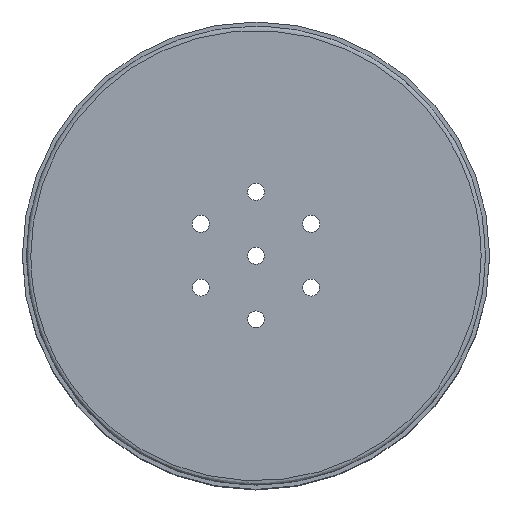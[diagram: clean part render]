
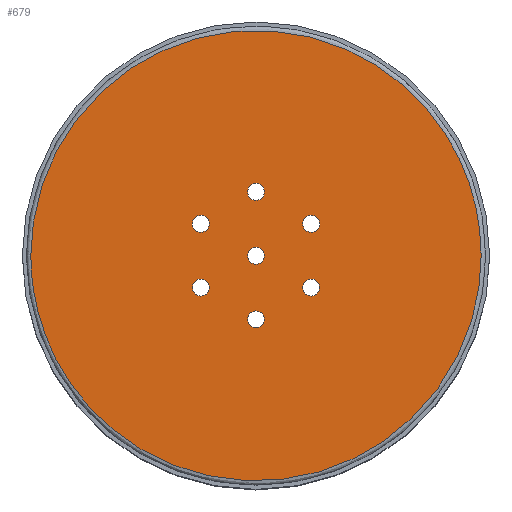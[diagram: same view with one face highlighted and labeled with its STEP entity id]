
A CAD part, top view. The second image highlights one B-rep face of the part: STEP entity #679.
In plain terms, the highlighted planar face has unit normal (0, 0, 1).
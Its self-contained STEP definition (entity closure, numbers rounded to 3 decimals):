
#4 = DIRECTION ( 'NONE',  ( 0., 0., -1. ) ) ;
#14 = ORIENTED_EDGE ( 'NONE', *, *, #807, .F. ) ;
#23 = CARTESIAN_POINT ( 'NONE',  ( 26.5, 0., 18. ) ) ;
#28 = CIRCLE ( 'NONE', #475, 1. ) ;
#32 = AXIS2_PLACEMENT_3D ( 'NONE', #855, #920, #102 ) ;
#45 = EDGE_CURVE ( 'NONE', #927, #927, #782, .T. ) ;
#46 = VERTEX_POINT ( 'NONE', #950 ) ;
#53 = AXIS2_PLACEMENT_3D ( 'NONE', #523, #4, #305 ) ;
#57 = VERTEX_POINT ( 'NONE', #279 ) ;
#61 = AXIS2_PLACEMENT_3D ( 'NONE', #845, #608, #310 ) ;
#62 = CIRCLE ( 'NONE', #331, 1. ) ;
#101 = ORIENTED_EDGE ( 'NONE', *, *, #218, .T. ) ;
#102 = DIRECTION ( 'NONE',  ( -1., 0., 0. ) ) ;
#128 = FACE_OUTER_BOUND ( 'NONE', #884, .T. ) ;
#133 = DIRECTION ( 'NONE',  ( -1., 0., 0. ) ) ;
#136 = AXIS2_PLACEMENT_3D ( 'NONE', #168, #786, #239 ) ;
#140 = EDGE_LOOP ( 'NONE', ( #403 ) ) ;
#162 = VERTEX_POINT ( 'NONE', #949 ) ;
#168 = CARTESIAN_POINT ( 'NONE',  ( 6.495, 3.75, 18. ) ) ;
#175 = ORIENTED_EDGE ( 'NONE', *, *, #369, .T. ) ;
#182 = DIRECTION ( 'NONE',  ( 0., 0., -1. ) ) ;
#196 = CIRCLE ( 'NONE', #136, 1. ) ;
#214 = ORIENTED_EDGE ( 'NONE', *, *, #763, .T. ) ;
#218 = EDGE_CURVE ( 'NONE', #852, #852, #196, .T. ) ;
#221 = PLANE ( 'NONE',  #61 ) ;
#237 = EDGE_LOOP ( 'NONE', ( #771 ) ) ;
#239 = DIRECTION ( 'NONE',  ( -1., 0., 0. ) ) ;
#242 = CARTESIAN_POINT ( 'NONE',  ( -26.5, 53., 18. ) ) ;
#277 = CARTESIAN_POINT ( 'NONE',  ( -7.495, 3.75, 18. ) ) ;
#279 = CARTESIAN_POINT ( 'NONE',  ( 26.5, 0., 18. ) ) ;
#305 = DIRECTION ( 'NONE',  ( -1., 0., 0. ) ) ;
#310 = DIRECTION ( 'NONE',  ( 1., 0., 0. ) ) ;
#313 = EDGE_CURVE ( 'NONE', #327, #327, #62, .T. ) ;
#327 = VERTEX_POINT ( 'NONE', #738 ) ;
#331 = AXIS2_PLACEMENT_3D ( 'NONE', #561, #182, #335 ) ;
#335 = DIRECTION ( 'NONE',  ( -1., 0., 0. ) ) ;
#356 = VERTEX_POINT ( 'NONE', #277 ) ;
#359 = DIRECTION ( 'NONE',  ( -1., 0., 0. ) ) ;
#360 = CARTESIAN_POINT ( 'NONE',  ( 0., -7.5, 18. ) ) ;
#369 = EDGE_CURVE ( 'NONE', #46, #46, #504, .T. ) ;
#387 = FACE_BOUND ( 'NONE', #140, .T. ) ;
#388 = CARTESIAN_POINT ( 'NONE',  ( 26.5, -53., 18. ) ) ;
#403 = ORIENTED_EDGE ( 'NONE', *, *, #478, .T. ) ;
#431 = DIRECTION ( 'NONE',  ( 0., 0., -1. ) ) ;
#475 = AXIS2_PLACEMENT_3D ( 'NONE', #509, #431, #359 ) ;
#478 = EDGE_CURVE ( 'NONE', #356, #356, #28, .T. ) ;
#489 = CARTESIAN_POINT ( 'NONE',  ( 5.495, 3.75, 18. ) ) ;
#504 = CIRCLE ( 'NONE', #885, 1. ) ;
#509 = CARTESIAN_POINT ( 'NONE',  ( -6.495, 3.75, 18. ) ) ;
#510 = DIRECTION ( 'NONE',  ( 0., 0., -1. ) ) ;
#523 = CARTESIAN_POINT ( 'NONE',  ( 6.495, -3.75, 18. ) ) ;
#528 = EDGE_LOOP ( 'NONE', ( #805 ) ) ;
#539 = EDGE_LOOP ( 'NONE', ( #175 ) ) ;
#542 = CARTESIAN_POINT ( 'NONE',  ( -26.5, -53., 18. ) ) ;
#545 = CARTESIAN_POINT ( 'NONE',  ( 26.5, 53., 18. ) ) ;
#561 = CARTESIAN_POINT ( 'NONE',  ( -6.495, -3.75, 18. ) ) ;
#576 = AXIS2_PLACEMENT_3D ( 'NONE', #360, #510, #133 ) ;
#595 = FACE_BOUND ( 'NONE', #237, .T. ) ;
#608 = DIRECTION ( 'NONE',  ( 0., 0., 1. ) ) ;
#623 = FACE_BOUND ( 'NONE', #664, .T. ) ;
#626 =( BOUNDED_CURVE ( )  B_SPLINE_CURVE ( 3, ( #923, #388, #542, #703, #242, #545, #23 ),
 .UNSPECIFIED., .T., .F. ) 
 B_SPLINE_CURVE_WITH_KNOTS ( ( 4, 3, 4 ),
 ( 0., 0.5, 1. ),
 .UNSPECIFIED. ) 
 CURVE ( )  GEOMETRIC_REPRESENTATION_ITEM ( )  RATIONAL_B_SPLINE_CURVE ( ( 1., 0.333, 0.333, 1., 0.333, 0.333, 1. ) ) 
 REPRESENTATION_ITEM ( '' )  );
#646 = EDGE_CURVE ( 'NONE', #162, #162, #937, .T. ) ;
#647 = CIRCLE ( 'NONE', #32, 1. ) ;
#650 = CARTESIAN_POINT ( 'NONE',  ( 0., 0., 18. ) ) ;
#661 = VERTEX_POINT ( 'NONE', #734 ) ;
#664 = EDGE_LOOP ( 'NONE', ( #101 ) ) ;
#673 = ORIENTED_EDGE ( 'NONE', *, *, #313, .T. ) ;
#679 = ADVANCED_FACE ( 'NONE', ( #128, #623, #595, #872, #779, #387, #887, #943 ), #221, .T. ) ;
#703 = CARTESIAN_POINT ( 'NONE',  ( -26.5, 0., 18. ) ) ;
#734 = CARTESIAN_POINT ( 'NONE',  ( -1., 7.5, 18. ) ) ;
#738 = CARTESIAN_POINT ( 'NONE',  ( -7.495, -3.75, 18. ) ) ;
#747 = EDGE_LOOP ( 'NONE', ( #214 ) ) ;
#763 = EDGE_CURVE ( 'NONE', #661, #661, #647, .T. ) ;
#771 = ORIENTED_EDGE ( 'NONE', *, *, #646, .T. ) ;
#779 = FACE_BOUND ( 'NONE', #809, .T. ) ;
#782 = CIRCLE ( 'NONE', #576, 1. ) ;
#786 = DIRECTION ( 'NONE',  ( 0., 0., -1. ) ) ;
#805 = ORIENTED_EDGE ( 'NONE', *, *, #45, .T. ) ;
#807 = EDGE_CURVE ( 'NONE', #57, #57, #626, .T. ) ;
#809 = EDGE_LOOP ( 'NONE', ( #673 ) ) ;
#845 = CARTESIAN_POINT ( 'NONE',  ( -27., 0., 18. ) ) ;
#852 = VERTEX_POINT ( 'NONE', #489 ) ;
#855 = CARTESIAN_POINT ( 'NONE',  ( 0., 7.5, 18. ) ) ;
#865 = CARTESIAN_POINT ( 'NONE',  ( -1., -7.5, 18. ) ) ;
#872 = FACE_BOUND ( 'NONE', #528, .T. ) ;
#873 = DIRECTION ( 'NONE',  ( -1., 0., 0. ) ) ;
#884 = EDGE_LOOP ( 'NONE', ( #14 ) ) ;
#885 = AXIS2_PLACEMENT_3D ( 'NONE', #650, #935, #873 ) ;
#887 = FACE_BOUND ( 'NONE', #747, .T. ) ;
#920 = DIRECTION ( 'NONE',  ( 0., 0., -1. ) ) ;
#923 = CARTESIAN_POINT ( 'NONE',  ( 26.5, 0., 18. ) ) ;
#927 = VERTEX_POINT ( 'NONE', #865 ) ;
#935 = DIRECTION ( 'NONE',  ( 0., 0., -1. ) ) ;
#937 = CIRCLE ( 'NONE', #53, 1. ) ;
#943 = FACE_BOUND ( 'NONE', #539, .T. ) ;
#949 = CARTESIAN_POINT ( 'NONE',  ( 5.495, -3.75, 18. ) ) ;
#950 = CARTESIAN_POINT ( 'NONE',  ( -1., 0., 18. ) ) ;
